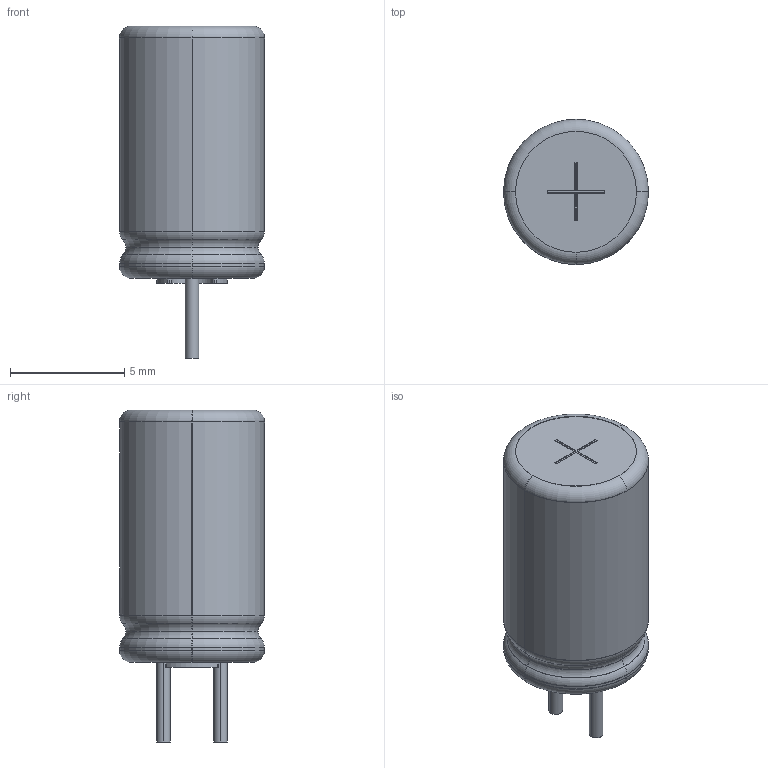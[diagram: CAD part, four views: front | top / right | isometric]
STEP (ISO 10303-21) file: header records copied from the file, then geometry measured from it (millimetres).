
FILE_DESCRIPTION(('FreeCAD Model'),'2;1');
FILE_NAME('Fusion.step','2016-02-27T22:37:55',('Author'),( ''),'Open CASCADE STEP processor 6.8','FreeCAD','Unknown');
FILE_SCHEMA(('AUTOMOTIVE_DESIGN_CC2 { 1 2 10303 214 -1 1 5 4 }'));
Length unit declared in the file: millimetre
Products named in the file (2): ASSEMBLY; Fusion
Assembly tree (1 placements, depth 2):
  ASSEMBLY
    Fusion
Bounding box: 6.35 x 6.35 x 14.54 mm (x, y, z)
Surface area: 520.9 mm2 (no closed solid volume)
Topology: 0 solids, 2 shells, 97 faces, 235 edges, 153 vertices
Faces by surface type: cylinder 61, torus 30, plane 6
Entity records: 14112 total; most frequent: CARTESIAN_POINT 9227, DIRECTION 651, ORIENTED_EDGE 466, PCURVE 466, DEFINITIONAL_REPRESENTATION 466, B_SPLINE_CURVE_WITH_KNOTS 338, EDGE_CURVE 235, SURFACE_CURVE 235
